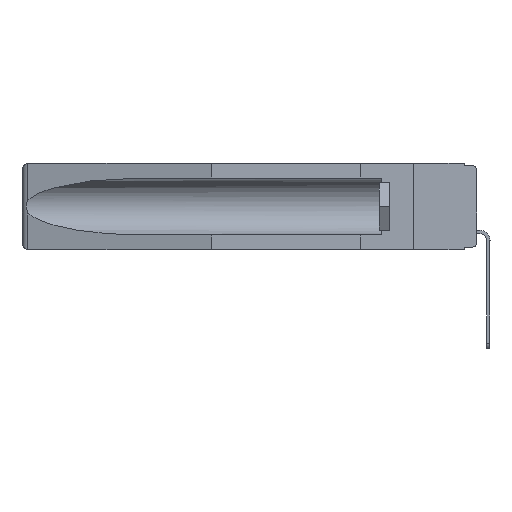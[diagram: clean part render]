
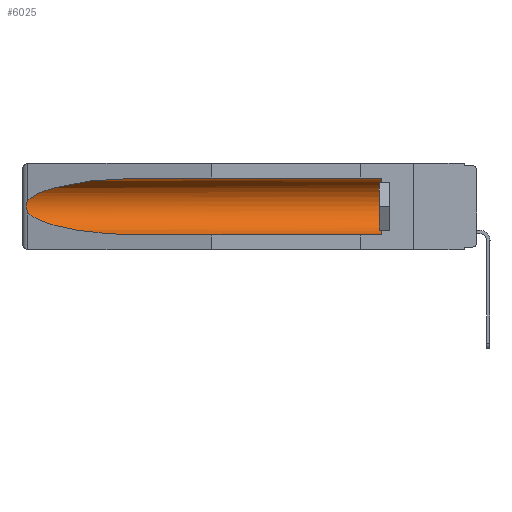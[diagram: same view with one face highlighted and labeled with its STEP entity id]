
A CAD part, left-side view. The second image highlights one B-rep face of the part: STEP entity #6025.
In plain terms, the highlighted cylindrical face has radius 2.857 mm (diameter 5.715 mm), a partial arc.
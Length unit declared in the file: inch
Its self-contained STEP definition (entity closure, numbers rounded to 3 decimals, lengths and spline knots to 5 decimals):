
#86 = CARTESIAN_POINT ( 'NONE',  ( 0.155, 1.07973, -0.059 ) ) ;
#1075 = CARTESIAN_POINT ( 'NONE',  ( 0.21114, 1.30732, -0.284 ) ) ;
#1170 = CARTESIAN_POINT ( 'NONE',  ( 0.26597, 1.5296, -0.19026 ) ) ;
#1567 = VERTEX_POINT ( 'NONE', #14661 ) ;
#2122 =( BOUNDED_CURVE ( )  B_SPLINE_CURVE ( 3, ( #18497, #8075, #14800, #21503 ),
 .UNSPECIFIED., .F., .T. ) 
 B_SPLINE_CURVE_WITH_KNOTS ( ( 4, 4 ),
 ( 4.71239, 6.08839 ),
 .UNSPECIFIED. ) 
 CURVE ( )  GEOMETRIC_REPRESENTATION_ITEM ( )  RATIONAL_B_SPLINE_CURVE ( ( 1., 0.848, 0.848, 1. ) ) 
 REPRESENTATION_ITEM ( '' )  );
#2620 = LINE ( 'NONE', #4143, #12643 ) ;
#2803 = ORIENTED_EDGE ( 'NONE', *, *, #6351, .T. ) ;
#2846 = CARTESIAN_POINT ( 'NONE',  ( 0.26654, 1.53092, -0.15636 ) ) ;
#2854 = CARTESIAN_POINT ( 'NONE',  ( 0.25451, 1.48313, -0.24835 ) ) ;
#3100 = DIRECTION ( 'NONE',  ( 0., 1., 0. ) ) ;
#3828 = B_SPLINE_CURVE_WITH_KNOTS ( 'NONE', 3,
 ( #11458, #21273, #2846, #13229, #9710, #19954, #18274, #9509, #1170, #14672 ),
 .UNSPECIFIED., .F., .F.,
 ( 4, 2, 2, 2, 4 ),
 ( 0., 0.00029, 0.00058, 0.00087, 0.00117 ),
 .UNSPECIFIED. ) ;
#4143 = CARTESIAN_POINT ( 'NONE',  ( 0.155, -0.30754, -0.284 ) ) ;
#4724 = EDGE_CURVE ( 'NONE', #6145, #1567, #2122, .T. ) ;
#6025 = ADVANCED_FACE ( 'NONE', ( #18530 ), #20537, .F. ) ;
#6114 = AXIS2_PLACEMENT_3D ( 'NONE', #7799, #12646, #21112 ) ;
#6145 = VERTEX_POINT ( 'NONE', #86 ) ;
#6351 = EDGE_CURVE ( 'NONE', #1567, #15500, #3828, .T. ) ;
#6368 = VERTEX_POINT ( 'NONE', #21587 ) ;
#6637 = CARTESIAN_POINT ( 'NONE',  ( 0.26537, 1.52718, -0.19328 ) ) ;
#6644 = EDGE_CURVE ( 'NONE', #6368, #6145, #19898, .T. ) ;
#7208 = DIRECTION ( 'NONE',  ( 0., 0., 1. ) ) ;
#7544 = CARTESIAN_POINT ( 'NONE',  ( 0.155, 1.07973, -0.284 ) ) ;
#7799 = CARTESIAN_POINT ( 'NONE',  ( 0.155, 0.126, -0.1715 ) ) ;
#8075 = CARTESIAN_POINT ( 'NONE',  ( 0.21114, 1.30732, -0.059 ) ) ;
#8098 =( BOUNDED_CURVE ( )  B_SPLINE_CURVE ( 3, ( #19532, #2854, #1075, #7544 ),
 .UNSPECIFIED., .F., .T. ) 
 B_SPLINE_CURVE_WITH_KNOTS ( ( 4, 4 ),
 ( 0.1948, 1.5708 ),
 .UNSPECIFIED. ) 
 CURVE ( )  GEOMETRIC_REPRESENTATION_ITEM ( )  RATIONAL_B_SPLINE_CURVE ( ( 1., 0.848, 0.848, 1. ) ) 
 REPRESENTATION_ITEM ( '' )  );
#8331 = EDGE_CURVE ( 'NONE', #12914, #6368, #11354, .T. ) ;
#8731 = EDGE_LOOP ( 'NONE', ( #9812, #2803, #14788, #18233, #19403, #13577 ) ) ;
#9509 = CARTESIAN_POINT ( 'NONE',  ( 0.26655, 1.53094, -0.18657 ) ) ;
#9710 = CARTESIAN_POINT ( 'NONE',  ( 0.2675, 1.53308, -0.16763 ) ) ;
#9812 = ORIENTED_EDGE ( 'NONE', *, *, #4724, .T. ) ;
#10125 = CARTESIAN_POINT ( 'NONE',  ( 0.155, 0.126, -0.284 ) ) ;
#10253 = VERTEX_POINT ( 'NONE', #18101 ) ;
#11064 = AXIS2_PLACEMENT_3D ( 'NONE', #20312, #18761, #7208 ) ;
#11354 = CIRCLE ( 'NONE', #6114, 0.1125 ) ;
#11458 = CARTESIAN_POINT ( 'NONE',  ( 0.26537, 1.52718, -0.14972 ) ) ;
#12643 = VECTOR ( 'NONE', #19071, 39.37008 ) ;
#12646 = DIRECTION ( 'NONE',  ( 0., -1., 0. ) ) ;
#12914 = VERTEX_POINT ( 'NONE', #10125 ) ;
#13229 = CARTESIAN_POINT ( 'NONE',  ( 0.2673, 1.5327, -0.16383 ) ) ;
#13577 = ORIENTED_EDGE ( 'NONE', *, *, #6644, .T. ) ;
#14072 = EDGE_CURVE ( 'NONE', #15500, #10253, #8098, .T. ) ;
#14661 = CARTESIAN_POINT ( 'NONE',  ( 0.26537, 1.52718, -0.14972 ) ) ;
#14672 = CARTESIAN_POINT ( 'NONE',  ( 0.26537, 1.52718, -0.19328 ) ) ;
#14788 = ORIENTED_EDGE ( 'NONE', *, *, #14072, .T. ) ;
#14800 = CARTESIAN_POINT ( 'NONE',  ( 0.25451, 1.48313, -0.09465 ) ) ;
#14944 = CARTESIAN_POINT ( 'NONE',  ( 0.155, -0.30754, -0.059 ) ) ;
#15500 = VERTEX_POINT ( 'NONE', #6637 ) ;
#15851 = EDGE_CURVE ( 'NONE', #12914, #10253, #2620, .T. ) ;
#18101 = CARTESIAN_POINT ( 'NONE',  ( 0.155, 1.07973, -0.284 ) ) ;
#18233 = ORIENTED_EDGE ( 'NONE', *, *, #15851, .F. ) ;
#18274 = CARTESIAN_POINT ( 'NONE',  ( 0.2673, 1.53269, -0.17917 ) ) ;
#18489 = VECTOR ( 'NONE', #3100, 39.37008 ) ;
#18497 = CARTESIAN_POINT ( 'NONE',  ( 0.155, 1.07973, -0.059 ) ) ;
#18530 = FACE_OUTER_BOUND ( 'NONE', #8731, .T. ) ;
#18761 = DIRECTION ( 'NONE',  ( 0., 1., 0. ) ) ;
#19071 = DIRECTION ( 'NONE',  ( 0., 1., 0. ) ) ;
#19403 = ORIENTED_EDGE ( 'NONE', *, *, #8331, .T. ) ;
#19532 = CARTESIAN_POINT ( 'NONE',  ( 0.26537, 1.52718, -0.19328 ) ) ;
#19898 = LINE ( 'NONE', #14944, #18489 ) ;
#19954 = CARTESIAN_POINT ( 'NONE',  ( 0.2675, 1.53308, -0.17534 ) ) ;
#20312 = CARTESIAN_POINT ( 'NONE',  ( 0.155, -0.30754, -0.1715 ) ) ;
#20537 = CYLINDRICAL_SURFACE ( 'NONE', #11064, 0.1125 ) ;
#21112 = DIRECTION ( 'NONE',  ( 0., 0., 1. ) ) ;
#21273 = CARTESIAN_POINT ( 'NONE',  ( 0.26597, 1.52961, -0.15275 ) ) ;
#21503 = CARTESIAN_POINT ( 'NONE',  ( 0.26537, 1.52718, -0.14972 ) ) ;
#21587 = CARTESIAN_POINT ( 'NONE',  ( 0.155, 0.126, -0.059 ) ) ;
